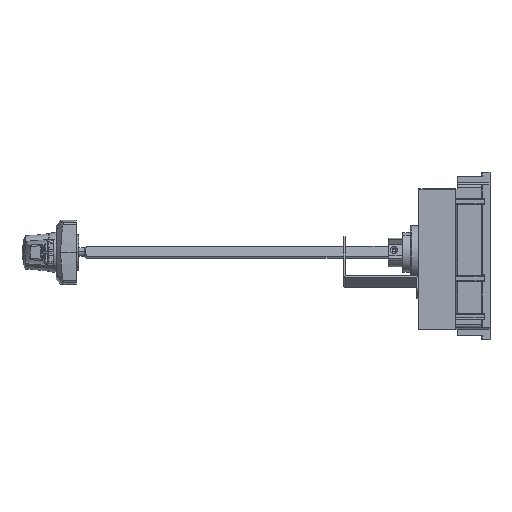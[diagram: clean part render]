
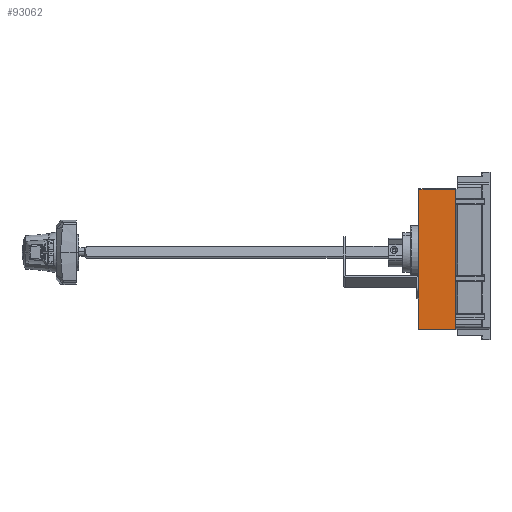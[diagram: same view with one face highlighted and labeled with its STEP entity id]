
A CAD part, left-side view. The second image highlights one B-rep face of the part: STEP entity #93062.
In plain terms, the highlighted planar face has unit normal (-1, 0, 0).
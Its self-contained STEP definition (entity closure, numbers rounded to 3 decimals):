
#8 = VERTEX_POINT ( 'NONE', #51851 ) ;
#1858 = AXIS2_PLACEMENT_3D ( 'NONE', #8634, #28996, #7723 ) ;
#3913 = CARTESIAN_POINT ( 'NONE',  ( -90.5, 76.5, 93. ) ) ;
#3926 = VERTEX_POINT ( 'NONE', #78257 ) ;
#6077 = EDGE_LOOP ( 'NONE', ( #91938, #28501, #26406, #73407 ) ) ;
#7723 = DIRECTION ( 'NONE',  ( 0., 0., 1. ) ) ;
#8634 = CARTESIAN_POINT ( 'NONE',  ( -90.5, 76.5, -103. ) ) ;
#14478 = DIRECTION ( 'NONE',  ( 0., 0., -1. ) ) ;
#17525 = EDGE_CURVE ( 'NONE', #3926, #38977, #69717, .T. ) ;
#21394 = CARTESIAN_POINT ( 'NONE',  ( -90.5, 76.5, -102. ) ) ;
#22356 = CARTESIAN_POINT ( 'NONE',  ( -90.5, 127.5, 93. ) ) ;
#23424 = EDGE_CURVE ( 'NONE', #8, #77234, #31353, .T. ) ;
#25933 = VECTOR ( 'NONE', #40386, 1000. ) ;
#26406 = ORIENTED_EDGE ( 'NONE', *, *, #47256, .T. ) ;
#28501 = ORIENTED_EDGE ( 'NONE', *, *, #23424, .T. ) ;
#28996 = DIRECTION ( 'NONE',  ( -1., 0., 0. ) ) ;
#30733 = LINE ( 'NONE', #75169, #43279 ) ;
#31353 = LINE ( 'NONE', #3913, #59046 ) ;
#38977 = VERTEX_POINT ( 'NONE', #21394 ) ;
#40300 = DIRECTION ( 'NONE',  ( 0., 1., 0. ) ) ;
#40386 = DIRECTION ( 'NONE',  ( 0., -1., 0. ) ) ;
#43279 = VECTOR ( 'NONE', #81819, 1000. ) ;
#47256 = EDGE_CURVE ( 'NONE', #77234, #3926, #58007, .T. ) ;
#51851 = CARTESIAN_POINT ( 'NONE',  ( -90.5, 76.5, 93. ) ) ;
#58007 = LINE ( 'NONE', #77891, #73305 ) ;
#59046 = VECTOR ( 'NONE', #40300, 1000. ) ;
#69717 = LINE ( 'NONE', #83459, #25933 ) ;
#73305 = VECTOR ( 'NONE', #14478, 1000. ) ;
#73407 = ORIENTED_EDGE ( 'NONE', *, *, #17525, .T. ) ;
#75169 = CARTESIAN_POINT ( 'NONE',  ( -90.5, 76.5, 93. ) ) ;
#76327 = PLANE ( 'NONE',  #1858 ) ;
#77234 = VERTEX_POINT ( 'NONE', #22356 ) ;
#77891 = CARTESIAN_POINT ( 'NONE',  ( -90.5, 127.5, 93. ) ) ;
#78257 = CARTESIAN_POINT ( 'NONE',  ( -90.5, 127.5, -102. ) ) ;
#78555 = EDGE_CURVE ( 'NONE', #8, #38977, #30733, .T. ) ;
#81819 = DIRECTION ( 'NONE',  ( 0., 0., -1. ) ) ;
#83459 = CARTESIAN_POINT ( 'NONE',  ( -90.5, 127.5, -102. ) ) ;
#85742 = FACE_OUTER_BOUND ( 'NONE', #6077, .T. ) ;
#91938 = ORIENTED_EDGE ( 'NONE', *, *, #78555, .F. ) ;
#93062 = ADVANCED_FACE ( 'NONE', ( #85742 ), #76327, .T. ) ;
